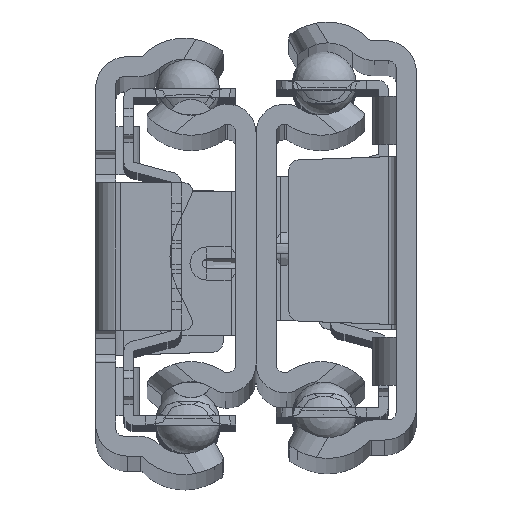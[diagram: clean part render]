
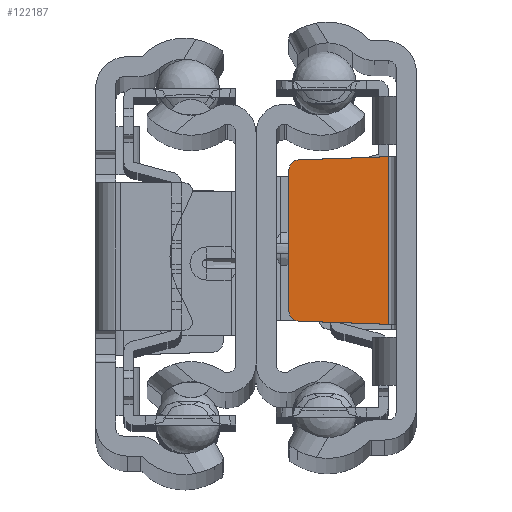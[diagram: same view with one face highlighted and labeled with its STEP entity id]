
A CAD part, top view. The second image highlights one B-rep face of the part: STEP entity #122187.
In plain terms, the highlighted planar face has unit normal (0, 0, 1).
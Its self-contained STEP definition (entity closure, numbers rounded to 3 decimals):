
#14934=PLANE('',#134340);
#20719=FACE_OUTER_BOUND('',#26953,.T.);
#26953=EDGE_LOOP('',(#113928,#113929,#113930,#113931,#113932,#113933));
#34937=LINE('',#232903,#42871);
#34943=LINE('',#232920,#42877);
#34947=LINE('',#232935,#42881);
#34949=LINE('',#232938,#42883);
#42871=VECTOR('',#166174,10.);
#42877=VECTOR('',#166190,10.);
#42881=VECTOR('',#166208,10.);
#42883=VECTOR('',#166212,10.);
#48139=CIRCLE('',#134323,0.6);
#48142=CIRCLE('',#134331,0.6);
#60113=VERTEX_POINT('',#232886);
#60114=VERTEX_POINT('',#232887);
#60120=VERTEX_POINT('',#232901);
#60124=VERTEX_POINT('',#232913);
#60125=VERTEX_POINT('',#232915);
#60126=VERTEX_POINT('',#232919);
#78167=EDGE_CURVE('',#60113,#60114,#48139,.T.);
#78175=EDGE_CURVE('',#60113,#60120,#34937,.T.);
#78181=EDGE_CURVE('',#60124,#60125,#48142,.T.);
#78183=EDGE_CURVE('',#60126,#60125,#34943,.T.);
#78191=EDGE_CURVE('',#60120,#60126,#34947,.T.);
#78193=EDGE_CURVE('',#60124,#60114,#34949,.T.);
#113928=ORIENTED_EDGE('',*,*,#78167,.F.);
#113929=ORIENTED_EDGE('',*,*,#78175,.T.);
#113930=ORIENTED_EDGE('',*,*,#78191,.T.);
#113931=ORIENTED_EDGE('',*,*,#78183,.T.);
#113932=ORIENTED_EDGE('',*,*,#78181,.F.);
#113933=ORIENTED_EDGE('',*,*,#78193,.T.);
#122187=ADVANCED_FACE('',(#20719),#14934,.T.);
#134323=AXIS2_PLACEMENT_3D('',#232888,#166160,#166161);
#134331=AXIS2_PLACEMENT_3D('',#232916,#166185,#166186);
#134340=AXIS2_PLACEMENT_3D('',#232937,#166210,#166211);
#166160=DIRECTION('center_axis',(0.,0.,
-1.));
#166161=DIRECTION('ref_axis',(-0.719,-0.695,0.));
#166174=DIRECTION('',(0.999,-0.035,0.));
#166185=DIRECTION('center_axis',(0.,0.,
-1.));
#166186=DIRECTION('ref_axis',(-0.719,0.695,0.));
#166190=DIRECTION('',(-0.999,-0.035,0.));
#166208=DIRECTION('',(0.,1.,0.));
#166210=DIRECTION('center_axis',(0.,0.,
1.));
#166211=DIRECTION('ref_axis',(1.,0.,0.));
#166212=DIRECTION('',(0.,-1.,0.));
#232886=CARTESIAN_POINT('',(7.079,-5.026,1117.15));
#232887=CARTESIAN_POINT('',(6.5,-4.427,1117.15));
#232888=CARTESIAN_POINT('Origin',(7.1,-4.427,1117.15));
#232901=CARTESIAN_POINT('',(12.7,-5.223,1117.15));
#232903=CARTESIAN_POINT('',(8.373,-5.071,1117.15));
#232913=CARTESIAN_POINT('',(6.5,4.427,1117.15));
#232915=CARTESIAN_POINT('',(7.079,5.026,1117.15));
#232916=CARTESIAN_POINT('Origin',(7.1,4.427,1117.15));
#232919=CARTESIAN_POINT('',(12.7,5.223,1117.15));
#232920=CARTESIAN_POINT('',(11.723,5.188,1117.15));
#232935=CARTESIAN_POINT('',(12.7,0.,1117.15));
#232937=CARTESIAN_POINT('Origin',(10.425,0.,
1117.15));
#232938=CARTESIAN_POINT('',(6.5,5.24,1117.15));
